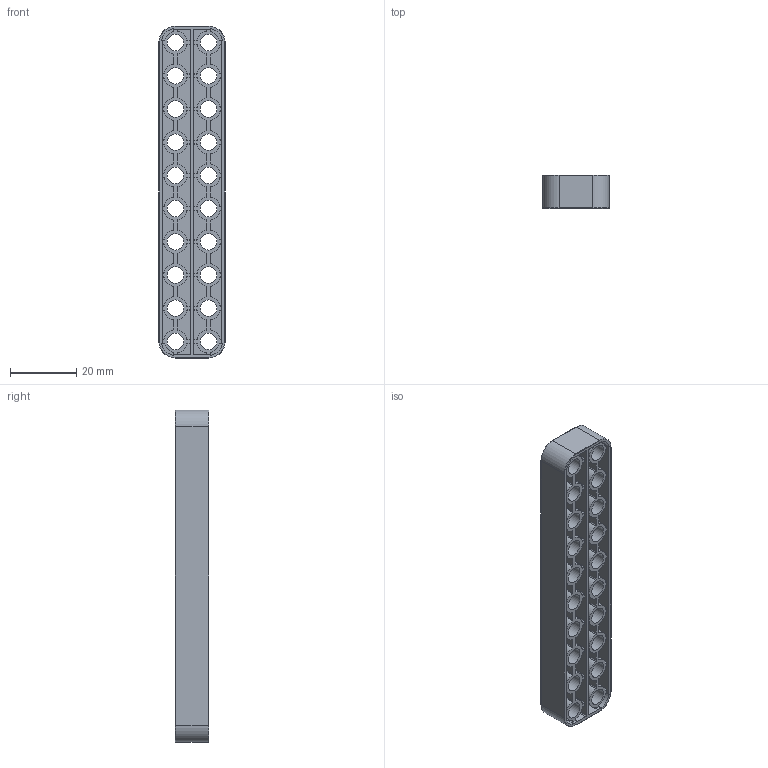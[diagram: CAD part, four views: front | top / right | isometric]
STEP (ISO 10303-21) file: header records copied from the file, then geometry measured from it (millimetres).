
FILE_DESCRIPTION(/* description */ (''),/* implementation_level */ '2;1');
FILE_NAME(/* name */ 'S10x2.stp',/* time_stamp */ '2019-05-05T21:01:34+02:00',/* author */ ('Varga Daniel'),/* organization */ (''),/* preprocessor_version */ 'ST-DEVELOPER v18',/* originating_system */ 'Autodesk Inventor 2020',/* authorisation */ '');
FILE_SCHEMA (('AUTOMOTIVE_DESIGN { 1 0 10303 214 3 1 1 }'));
Length unit declared in the file: millimetre
Products named in the file (1): S10x2
Bounding box: 20 x 10 x 100 mm (x, y, z)
Volume: 7928.3 mm3; surface area: 15325.6 mm2
Topology: 1 solids, 1 shells, 914 faces, 2708 edges, 1800 vertices
Faces by surface type: cylinder 624, plane 282, torus 8
Full cylindrical faces by diameter (mm): 5 x20
Entity records: 31277 total; most frequent: DIRECTION 5810, CARTESIAN_POINT 5423, ORIENTED_EDGE 5416, EDGE_CURVE 2708, AXIS2_PLACEMENT_3D 2187, VERTEX_POINT 1800, LINE 1436, VECTOR 1436
